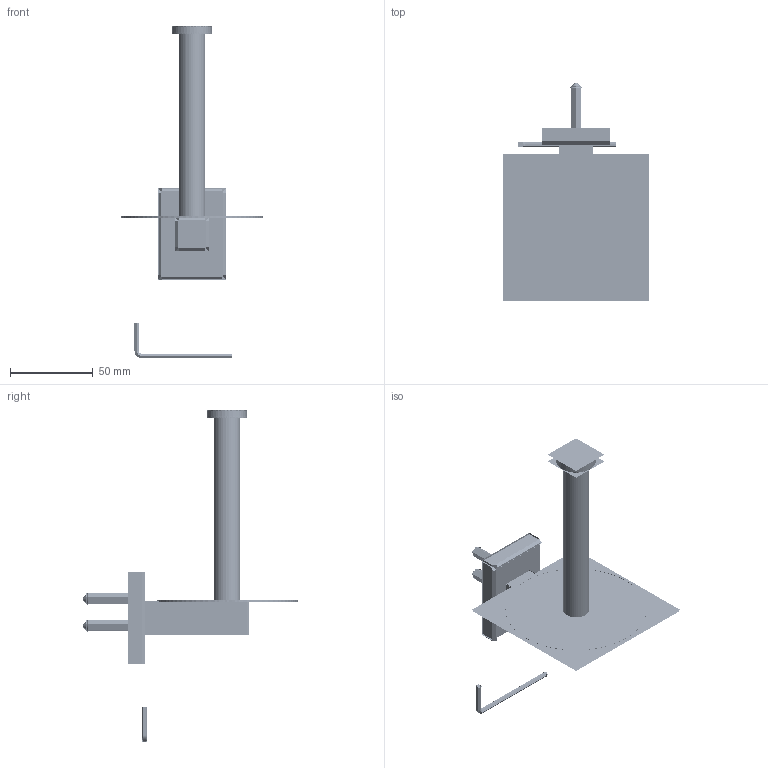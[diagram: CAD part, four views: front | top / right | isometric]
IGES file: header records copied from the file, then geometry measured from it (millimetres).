
Start section:  PTC IGES file: 3D_FFAS0488-908500BC0_D0.igs
Global section: file name: 3D_FFAS0488-908500BC0_D0.igs; native system: Creo Parametric by PTC Inc.; preprocessor: 2014440; author: 10114291; organization: Unknown; date: 20180823.161941; units: millimetre
Bounding box: 88.92 x 131.54 x 201.09 mm (x, y, z)
Surface area: 104065 mm2 (no closed solid volume)
Topology: 0 solids, 0 shells, 2200 faces, 33370 edges, 43924 vertices
Faces by surface type: revolution 1402, bspline 798
